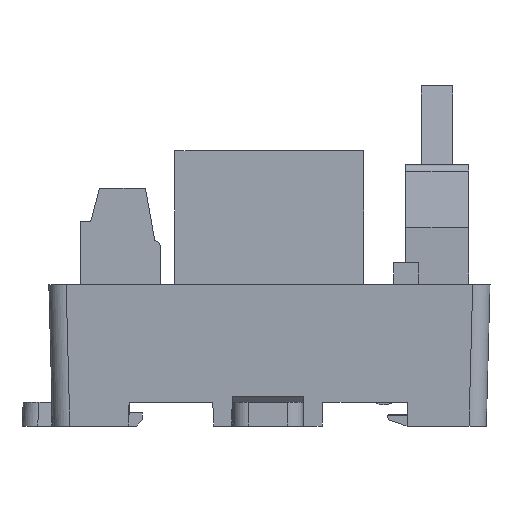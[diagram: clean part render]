
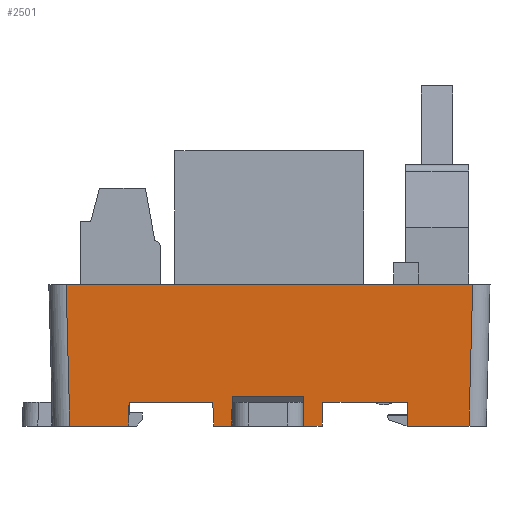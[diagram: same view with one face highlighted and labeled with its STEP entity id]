
A CAD part, left-side view. The second image highlights one B-rep face of the part: STEP entity #2501.
In plain terms, the highlighted planar face has unit normal (-1, 0, -0.026).
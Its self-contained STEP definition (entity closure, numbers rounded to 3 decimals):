
#1595=FACE_OUTER_BOUND('',#4712,.T.);
#2501=ADVANCED_FACE('',(#1595),#3405,.T.);
#3405=PLANE('',#18634);
#4712=EDGE_LOOP('',(#6551,#6552,#6553,#6554,#6555,#6556,#6557,#6558,#6559,
#6560,#6561,#6562,#6563,#6564,#6565,#6566));
#6551=ORIENTED_EDGE('',*,*,#12594,.F.);
#6552=ORIENTED_EDGE('',*,*,#12553,.T.);
#6553=ORIENTED_EDGE('',*,*,#12598,.T.);
#6554=ORIENTED_EDGE('',*,*,#12223,.T.);
#6555=ORIENTED_EDGE('',*,*,#12608,.T.);
#6556=ORIENTED_EDGE('',*,*,#12409,.T.);
#6557=ORIENTED_EDGE('',*,*,#12609,.T.);
#6558=ORIENTED_EDGE('',*,*,#12391,.F.);
#6559=ORIENTED_EDGE('',*,*,#12612,.T.);
#6560=ORIENTED_EDGE('',*,*,#12405,.T.);
#6561=ORIENTED_EDGE('',*,*,#12426,.F.);
#6562=ORIENTED_EDGE('',*,*,#12237,.T.);
#6563=ORIENTED_EDGE('',*,*,#12585,.F.);
#6564=ORIENTED_EDGE('',*,*,#12549,.T.);
#6565=ORIENTED_EDGE('',*,*,#12589,.F.);
#6566=ORIENTED_EDGE('',*,*,#12592,.T.);
#10613=VERTEX_POINT('',#24543);
#10614=VERTEX_POINT('',#24545);
#10627=VERTEX_POINT('',#24571);
#10628=VERTEX_POINT('',#24573);
#10738=VERTEX_POINT('',#24879);
#10739=VERTEX_POINT('',#24881);
#10747=VERTEX_POINT('',#24904);
#10748=VERTEX_POINT('',#24906);
#10751=VERTEX_POINT('',#24913);
#10752=VERTEX_POINT('',#24915);
#10835=VERTEX_POINT('',#25193);
#10837=VERTEX_POINT('',#25198);
#10840=VERTEX_POINT('',#25206);
#10841=VERTEX_POINT('',#25208);
#10860=VERTEX_POINT('',#25277);
#10861=VERTEX_POINT('',#25282);
#12223=EDGE_CURVE('',#10614,#10613,#14598,.T.);
#12237=EDGE_CURVE('',#10628,#10627,#14610,.T.);
#12391=EDGE_CURVE('',#10738,#10739,#14756,.T.);
#12405=EDGE_CURVE('',#10748,#10747,#14767,.T.);
#12409=EDGE_CURVE('',#10752,#10751,#14769,.T.);
#12426=EDGE_CURVE('',#10628,#10747,#14785,.T.);
#12549=EDGE_CURVE('',#10835,#10837,#14903,.T.);
#12553=EDGE_CURVE('',#10841,#10840,#14906,.T.);
#12585=EDGE_CURVE('',#10835,#10627,#14938,.T.);
#12589=EDGE_CURVE('',#10860,#10837,#14942,.T.);
#12592=EDGE_CURVE('',#10860,#10861,#14945,.T.);
#12594=EDGE_CURVE('',#10841,#10861,#14947,.T.);
#12598=EDGE_CURVE('',#10840,#10614,#14951,.T.);
#12608=EDGE_CURVE('',#10613,#10752,#14959,.T.);
#12609=EDGE_CURVE('',#10751,#10739,#14960,.T.);
#12612=EDGE_CURVE('',#10738,#10748,#14963,.T.);
#14598=LINE('',#24544,#16616);
#14610=LINE('',#24572,#16628);
#14756=LINE('',#24880,#16774);
#14767=LINE('',#24905,#16785);
#14769=LINE('',#24914,#16787);
#14785=LINE('',#24947,#16803);
#14903=LINE('',#25199,#16921);
#14906=LINE('',#25207,#16924);
#14938=LINE('',#25270,#16956);
#14942=LINE('',#25278,#16960);
#14945=LINE('',#25283,#16963);
#14947=LINE('',#25286,#16965);
#14951=LINE('',#25293,#16969);
#14959=LINE('',#25312,#16977);
#14960=LINE('',#25314,#16978);
#14963=LINE('',#25321,#16981);
#16616=VECTOR('',#19821,1.);
#16628=VECTOR('',#19837,1.);
#16774=VECTOR('',#20085,1.);
#16785=VECTOR('',#20106,1.);
#16787=VECTOR('',#20114,1.);
#16803=VECTOR('',#20140,1.);
#16921=VECTOR('',#20378,1.);
#16924=VECTOR('',#20385,1.);
#16956=VECTOR('',#20441,1.);
#16960=VECTOR('',#20451,1.);
#16963=VECTOR('',#20456,1.);
#16965=VECTOR('',#20460,1.);
#16969=VECTOR('',#20470,1.);
#16977=VECTOR('',#20496,1.);
#16978=VECTOR('',#20499,1.);
#16981=VECTOR('',#20510,1.);
#18634=AXIS2_PLACEMENT_3D('',#25323,#20513,#20514);
#19821=DIRECTION('',(0.,-1.,0.));
#19837=DIRECTION('',(0.,-1.,0.));
#20085=DIRECTION('',(0.,-1.,0.));
#20106=DIRECTION('',(0.,-1.,0.));
#20114=DIRECTION('',(0.,-1.,0.));
#20140=DIRECTION('',(0.026,0.017,-1.));
#20378=DIRECTION('',(0.,-1.,0.));
#20385=DIRECTION('',(0.,-1.,0.));
#20441=DIRECTION('',(-0.026,0.035,0.999));
#20451=DIRECTION('',(0.026,0.009,-1.));
#20456=DIRECTION('',(0.,-1.,0.));
#20460=DIRECTION('',(-0.026,0.009,1.));
#20470=DIRECTION('',(-0.026,-0.035,0.999));
#20496=DIRECTION('',(0.026,-0.017,-1.));
#20499=DIRECTION('',(-0.026,-0.026,0.999));
#20510=DIRECTION('',(0.026,-0.026,-0.999));
#20513=DIRECTION('',(-1.,0.,-0.026));
#20514=DIRECTION('',(0.026,0.,-1.));
#24543=CARTESIAN_POINT('',(-209.057,162.449,175.));
#24544=CARTESIAN_POINT('',(-209.057,180.199,175.));
#24545=CARTESIAN_POINT('',(-209.057,173.199,175.));
#24571=CARTESIAN_POINT('',(-209.057,187.199,175.));
#24572=CARTESIAN_POINT('',(-209.057,180.199,175.));
#24573=CARTESIAN_POINT('',(-209.057,197.849,175.));
#24879=CARTESIAN_POINT('',(-209.45,205.85,190.));
#24880=CARTESIAN_POINT('',(-209.45,179.699,190.));
#24881=CARTESIAN_POINT('',(-209.45,154.148,190.));
#24904=CARTESIAN_POINT('',(-208.979,197.901,172.));
#24905=CARTESIAN_POINT('',(-208.979,180.199,172.));
#24906=CARTESIAN_POINT('',(-208.979,205.378,172.));
#24913=CARTESIAN_POINT('',(-208.979,154.62,172.));
#24914=CARTESIAN_POINT('',(-208.979,179.699,172.));
#24915=CARTESIAN_POINT('',(-208.979,162.397,172.));
#24947=CARTESIAN_POINT('',(-209.026,197.87,173.796));
#25193=CARTESIAN_POINT('',(-208.979,187.094,172.));
#25198=CARTESIAN_POINT('',(-208.979,184.775,172.));
#25199=CARTESIAN_POINT('',(-208.979,180.199,172.));
#25206=CARTESIAN_POINT('',(-208.979,173.304,172.));
#25207=CARTESIAN_POINT('',(-208.979,180.199,172.));
#25208=CARTESIAN_POINT('',(-208.979,175.623,172.));
#25270=CARTESIAN_POINT('',(-209.026,187.157,173.798));
#25277=CARTESIAN_POINT('',(-209.076,184.743,175.726));
#25278=CARTESIAN_POINT('',(-209.451,184.618,190.04));
#25282=CARTESIAN_POINT('',(-209.076,175.655,175.726));
#25283=CARTESIAN_POINT('',(-209.076,-29.246,175.726));
#25286=CARTESIAN_POINT('',(-209.451,175.78,190.032));
#25293=CARTESIAN_POINT('',(-209.444,172.684,189.753));
#25312=CARTESIAN_POINT('',(-209.458,162.716,190.294));
#25314=CARTESIAN_POINT('',(-209.433,154.166,189.34));
#25321=CARTESIAN_POINT('',(-209.433,205.833,189.34));
#25323=CARTESIAN_POINT('',(-209.45,179.699,189.997));
